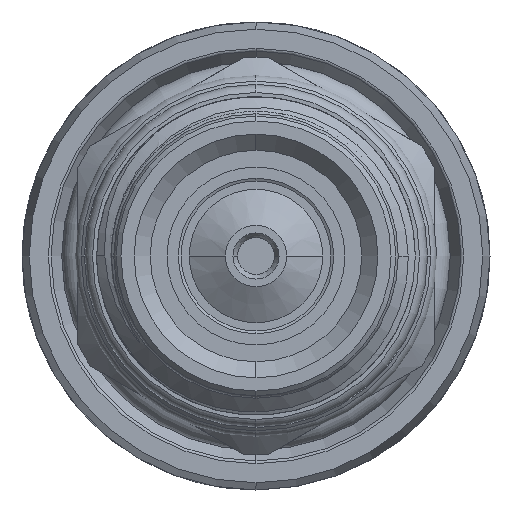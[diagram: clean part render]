
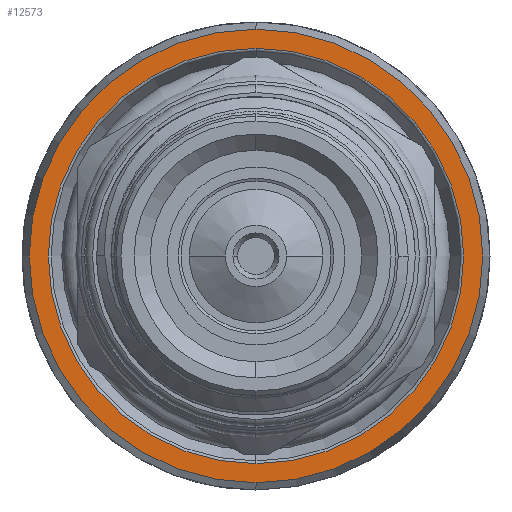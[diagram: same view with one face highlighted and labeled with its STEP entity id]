
A CAD part, left-side view. The second image highlights one B-rep face of the part: STEP entity #12573.
In plain terms, the highlighted planar face has unit normal (-1, 0, 0).
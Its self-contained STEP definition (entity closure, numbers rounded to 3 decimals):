
#952 = CARTESIAN_POINT ( 'NONE',  ( 59.65, 14.15, 0. ) ) ;
#958 = PLANE ( 'NONE',  #16674 ) ;
#960 = DIRECTION ( 'NONE',  ( 1., 0., 0. ) ) ;
#961 = DIRECTION ( 'NONE',  ( 0., 0., 1. ) ) ;
#2461 = CARTESIAN_POINT ( 'NONE',  ( 59.65, 0., 0. ) ) ;
#2462 = DIRECTION ( 'NONE',  ( -1., 0., 0. ) ) ;
#2463 = DIRECTION ( 'NONE',  ( 0., 0., -1. ) ) ;
#3525 = VERTEX_POINT ( 'NONE', #9636 ) ;
#3539 = VERTEX_POINT ( 'NONE', #9657 ) ;
#3541 = VERTEX_POINT ( 'NONE', #9660 ) ;
#3931 = CARTESIAN_POINT ( 'NONE',  ( 59.65, 0., 0. ) ) ;
#3932 = DIRECTION ( 'NONE',  ( -1., 0., 0. ) ) ;
#3933 = DIRECTION ( 'NONE',  ( 0., 0., -1. ) ) ;
#4118 = CIRCLE ( 'NONE', #4234, 14.15 ) ;
#4234 = AXIS2_PLACEMENT_3D ( 'NONE', #3931, #3932, #3933 ) ;
#4289 = AXIS2_PLACEMENT_3D ( 'NONE', #11100, #11101, #11102 ) ;
#4307 = AXIS2_PLACEMENT_3D ( 'NONE', #11107, #11108, #11109 ) ;
#4955 = EDGE_LOOP ( 'NONE', ( #9847, #9445 ) ) ;
#5079 = EDGE_LOOP ( 'NONE', ( #10239, #9897 ) ) ;
#5744 = CIRCLE ( 'NONE', #4289, 12.959 ) ;
#5750 = CIRCLE ( 'NONE', #4307, 14.15 ) ;
#6343 = VERTEX_POINT ( 'NONE', #10017 ) ;
#9070 = EDGE_CURVE ( 'NONE', #3525, #6343, #5744, .T. ) ;
#9072 = EDGE_CURVE ( 'NONE', #3541, #3539, #5750, .T. ) ;
#9445 = ORIENTED_EDGE ( 'NONE', *, *, #18015, .T. ) ;
#9636 = CARTESIAN_POINT ( 'NONE',  ( 59.65, 0., 12.959 ) ) ;
#9657 = CARTESIAN_POINT ( 'NONE',  ( 59.65, 0., -14.15 ) ) ;
#9660 = CARTESIAN_POINT ( 'NONE',  ( 59.65, 0., 14.15 ) ) ;
#9847 = ORIENTED_EDGE ( 'NONE', *, *, #9072, .T. ) ;
#9897 = ORIENTED_EDGE ( 'NONE', *, *, #9070, .F. ) ;
#10017 = CARTESIAN_POINT ( 'NONE',  ( 59.65, 0., -12.959 ) ) ;
#10239 = ORIENTED_EDGE ( 'NONE', *, *, #17763, .F. ) ;
#11100 = CARTESIAN_POINT ( 'NONE',  ( 59.65, 0., 0. ) ) ;
#11101 = DIRECTION ( 'NONE',  ( -1., 0., 0. ) ) ;
#11102 = DIRECTION ( 'NONE',  ( 0., 0., -1. ) ) ;
#11107 = CARTESIAN_POINT ( 'NONE',  ( 59.65, 0., 0. ) ) ;
#11108 = DIRECTION ( 'NONE',  ( -1., 0., 0. ) ) ;
#11109 = DIRECTION ( 'NONE',  ( 0., 0., -1. ) ) ;
#12573 = ADVANCED_FACE ( 'NONE', ( #14347, #14338 ), #958, .F. ) ;
#14338 = FACE_OUTER_BOUND ( 'NONE', #4955, .T. ) ;
#14347 = FACE_BOUND ( 'NONE', #5079, .T. ) ;
#14812 = CIRCLE ( 'NONE', #16478, 12.959 ) ;
#16478 = AXIS2_PLACEMENT_3D ( 'NONE', #2461, #2462, #2463 ) ;
#16674 = AXIS2_PLACEMENT_3D ( 'NONE', #952, #960, #961 ) ;
#17763 = EDGE_CURVE ( 'NONE', #6343, #3525, #14812, .T. ) ;
#18015 = EDGE_CURVE ( 'NONE', #3539, #3541, #4118, .T. ) ;
